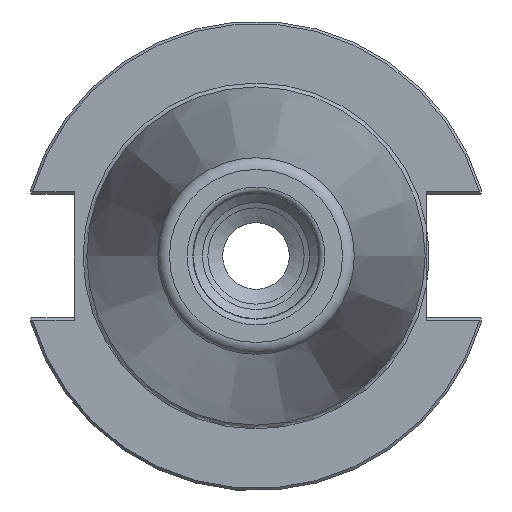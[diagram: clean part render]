
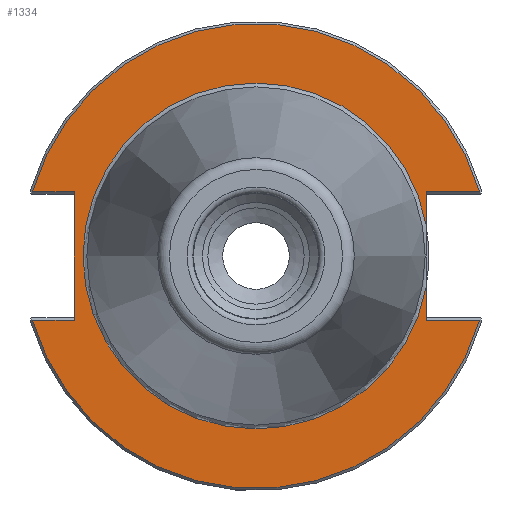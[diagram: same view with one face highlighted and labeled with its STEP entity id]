
A CAD part, left-side view. The second image highlights one B-rep face of the part: STEP entity #1334.
In plain terms, the highlighted planar face has unit normal (-1, 0, 0).
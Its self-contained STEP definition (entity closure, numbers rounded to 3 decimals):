
#73=PLANE('',#1464);
#144=FACE_OUTER_BOUND('',#220,.T.);
#220=EDGE_LOOP('',(#1018,#1019,#1020,#1021,#1022,#1023,#1024,#1025,#1026,
#1027,#1028));
#295=LINE('',#2164,#374);
#303=LINE('',#2206,#382);
#304=LINE('',#2211,#383);
#305=LINE('',#2213,#384);
#306=LINE('',#2214,#385);
#307=LINE('',#2216,#386);
#308=LINE('',#2221,#387);
#374=VECTOR('',#1703,10.);
#382=VECTOR('',#1725,10.);
#383=VECTOR('',#1730,10.);
#384=VECTOR('',#1731,10.);
#385=VECTOR('',#1732,10.);
#386=VECTOR('',#1733,10.);
#387=VECTOR('',#1738,10.);
#465=CIRCLE('',#1462,48.25);
#466=CIRCLE('',#1465,48.25);
#467=CIRCLE('',#1466,35.9);
#468=CIRCLE('',#1467,35.9);
#576=VERTEX_POINT('',#2159);
#577=VERTEX_POINT('',#2163);
#585=VERTEX_POINT('',#2188);
#586=VERTEX_POINT('',#2192);
#589=VERTEX_POINT('',#2204);
#590=VERTEX_POINT('',#2208);
#591=VERTEX_POINT('',#2210);
#592=VERTEX_POINT('',#2212);
#593=VERTEX_POINT('',#2215);
#594=VERTEX_POINT('',#2217);
#595=VERTEX_POINT('',#2219);
#738=EDGE_CURVE('',#576,#577,#295,.T.);
#749=EDGE_CURVE('',#585,#586,#465,.T.);
#754=EDGE_CURVE('',#589,#585,#303,.T.);
#755=EDGE_CURVE('',#590,#576,#466,.T.);
#756=EDGE_CURVE('',#591,#590,#304,.T.);
#757=EDGE_CURVE('',#591,#592,#305,.T.);
#758=EDGE_CURVE('',#586,#592,#306,.T.);
#759=EDGE_CURVE('',#589,#593,#307,.T.);
#760=EDGE_CURVE('',#593,#594,#467,.T.);
#761=EDGE_CURVE('',#594,#595,#468,.T.);
#762=EDGE_CURVE('',#595,#577,#308,.T.);
#1018=ORIENTED_EDGE('',*,*,#738,.F.);
#1019=ORIENTED_EDGE('',*,*,#755,.F.);
#1020=ORIENTED_EDGE('',*,*,#756,.F.);
#1021=ORIENTED_EDGE('',*,*,#757,.T.);
#1022=ORIENTED_EDGE('',*,*,#758,.F.);
#1023=ORIENTED_EDGE('',*,*,#749,.F.);
#1024=ORIENTED_EDGE('',*,*,#754,.F.);
#1025=ORIENTED_EDGE('',*,*,#759,.T.);
#1026=ORIENTED_EDGE('',*,*,#760,.T.);
#1027=ORIENTED_EDGE('',*,*,#761,.T.);
#1028=ORIENTED_EDGE('',*,*,#762,.T.);
#1334=ADVANCED_FACE('',(#144),#73,.T.);
#1462=AXIS2_PLACEMENT_3D('',#2193,#1719,#1720);
#1464=AXIS2_PLACEMENT_3D('',#2207,#1726,#1727);
#1465=AXIS2_PLACEMENT_3D('',#2209,#1728,#1729);
#1466=AXIS2_PLACEMENT_3D('',#2218,#1734,#1735);
#1467=AXIS2_PLACEMENT_3D('',#2220,#1736,#1737);
#1703=DIRECTION('',(0.,1.,0.));
#1719=DIRECTION('center_axis',(1.,0.,0.));
#1720=DIRECTION('ref_axis',(0.,0.,-1.));
#1725=DIRECTION('',(0.,-1.,0.));
#1726=DIRECTION('center_axis',(-1.,0.,0.));
#1727=DIRECTION('ref_axis',(0.,0.,1.));
#1728=DIRECTION('center_axis',(1.,0.,0.));
#1729=DIRECTION('ref_axis',(0.,0.,-1.));
#1730=DIRECTION('',(0.,1.,0.));
#1731=DIRECTION('',(0.,0.,-1.));
#1732=DIRECTION('',(0.,-1.,0.));
#1733=DIRECTION('',(0.,0.,1.));
#1734=DIRECTION('center_axis',(1.,0.,0.));
#1735=DIRECTION('ref_axis',(0.,0.,-1.));
#1736=DIRECTION('center_axis',(1.,0.,0.));
#1737=DIRECTION('ref_axis',(0.,0.,-1.));
#1738=DIRECTION('',(0.,0.,1.));
#2159=CARTESIAN_POINT('',(3.175,-46.373,13.325));
#2163=CARTESIAN_POINT('',(3.175,-35.3,13.325));
#2164=CARTESIAN_POINT('',(3.175,6.475,13.325));
#2188=CARTESIAN_POINT('',(3.175,-46.373,-13.325));
#2192=CARTESIAN_POINT('',(3.175,46.373,-13.325));
#2193=CARTESIAN_POINT('Origin',(3.175,0.,
0.));
#2204=CARTESIAN_POINT('',(3.175,-35.3,-13.325));
#2206=CARTESIAN_POINT('',(3.175,-13.707,-13.325));
#2207=CARTESIAN_POINT('Origin',(3.175,48.25,0.));
#2208=CARTESIAN_POINT('',(3.175,46.373,13.325));
#2209=CARTESIAN_POINT('Origin',(3.175,0.,
0.));
#2210=CARTESIAN_POINT('',(3.175,37.7,13.325));
#2211=CARTESIAN_POINT('',(3.175,61.395,13.325));
#2212=CARTESIAN_POINT('',(3.175,37.7,-13.325));
#2213=CARTESIAN_POINT('',(3.175,37.7,6.413));
#2214=CARTESIAN_POINT('',(3.175,42.975,-13.325));
#2215=CARTESIAN_POINT('',(3.175,-35.3,-6.536));
#2216=CARTESIAN_POINT('',(3.175,-35.3,-6.413));
#2217=CARTESIAN_POINT('',(3.175,0.,35.9));
#2218=CARTESIAN_POINT('Origin',(3.175,0.,
0.));
#2219=CARTESIAN_POINT('',(3.175,-35.3,6.536));
#2220=CARTESIAN_POINT('Origin',(3.175,0.,
0.));
#2221=CARTESIAN_POINT('',(3.175,-35.3,-6.413));
